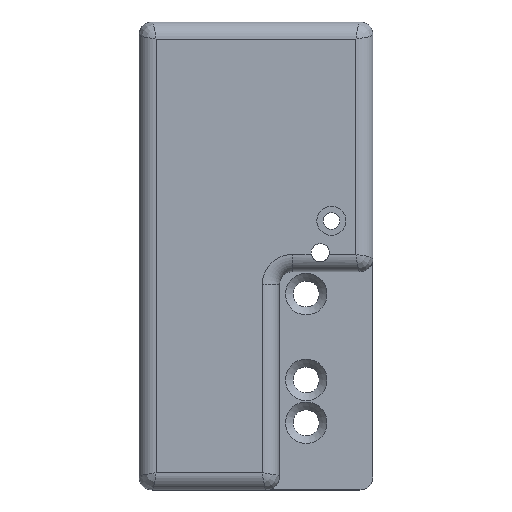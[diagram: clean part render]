
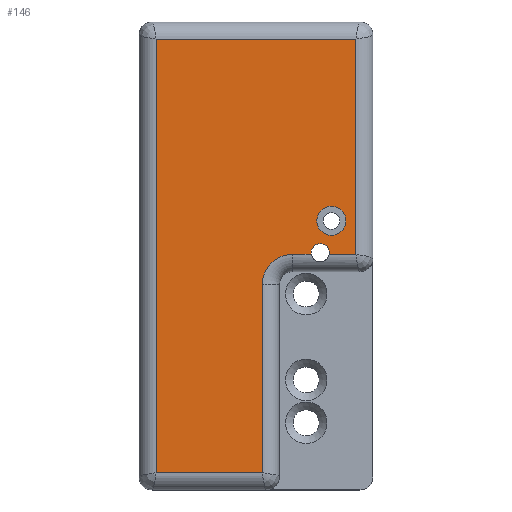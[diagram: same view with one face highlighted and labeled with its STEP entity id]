
A CAD part, top view. The second image highlights one B-rep face of the part: STEP entity #146.
In plain terms, the highlighted planar face has unit normal (0, 0, 1).
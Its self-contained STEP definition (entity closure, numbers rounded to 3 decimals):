
#22 = VERTEX_POINT('',#23);
#23 = CARTESIAN_POINT('',(36.6,45.61,-3.));
#31 = EDGE_CURVE('',#32,#22,#34,.T.);
#32 = VERTEX_POINT('',#33);
#33 = CARTESIAN_POINT('',(36.572,45.3,-3.));
#34 = CIRCLE('',#35,1.75);
#35 = AXIS2_PLACEMENT_3D('',#36,#37,#38);
#36 = CARTESIAN_POINT('',(34.85,45.61,-3.));
#37 = DIRECTION('',(0.,0.,1.));
#38 = DIRECTION('',(1.,0.,0.));
#41 = VERTEX_POINT('',#42);
#42 = CARTESIAN_POINT('',(33.128,45.3,-3.));
#102 = EDGE_CURVE('',#22,#41,#103,.T.);
#103 = CIRCLE('',#104,1.75);
#104 = AXIS2_PLACEMENT_3D('',#105,#106,#107);
#105 = CARTESIAN_POINT('',(34.85,45.61,-3.));
#106 = DIRECTION('',(0.,0.,1.));
#107 = DIRECTION('',(1.,0.,0.));
#146 = ADVANCED_FACE('',(#147,#214),#225,.T.);
#147 = FACE_BOUND('',#148,.T.);
#148 = EDGE_LOOP('',(#149,#159,#167,#175,#184,#190,#191,#192,#200,#208)
  );
#149 = ORIENTED_EDGE('',*,*,#150,.F.);
#150 = EDGE_CURVE('',#151,#153,#155,.T.);
#151 = VERTEX_POINT('',#152);
#152 = CARTESIAN_POINT('',(3.3,3.3,-3.));
#153 = VERTEX_POINT('',#154);
#154 = CARTESIAN_POINT('',(3.3,86.7,-3.));
#155 = LINE('',#156,#157);
#156 = CARTESIAN_POINT('',(3.3,2.5,-3.));
#157 = VECTOR('',#158,1.);
#158 = DIRECTION('',(0.,1.,0.));
#159 = ORIENTED_EDGE('',*,*,#160,.F.);
#160 = EDGE_CURVE('',#161,#151,#163,.T.);
#161 = VERTEX_POINT('',#162);
#162 = CARTESIAN_POINT('',(23.7,3.3,-3.));
#163 = LINE('',#164,#165);
#164 = CARTESIAN_POINT('',(24.5,3.3,-3.));
#165 = VECTOR('',#166,1.);
#166 = DIRECTION('',(-1.,0.,0.));
#167 = ORIENTED_EDGE('',*,*,#168,.F.);
#168 = EDGE_CURVE('',#169,#161,#171,.T.);
#169 = VERTEX_POINT('',#170);
#170 = CARTESIAN_POINT('',(23.7,39.5,-3.));
#171 = LINE('',#172,#173);
#172 = CARTESIAN_POINT('',(23.7,39.5,-3.));
#173 = VECTOR('',#174,1.);
#174 = DIRECTION('',(0.,-1.,0.));
#175 = ORIENTED_EDGE('',*,*,#176,.F.);
#176 = EDGE_CURVE('',#177,#169,#179,.T.);
#177 = VERTEX_POINT('',#178);
#178 = CARTESIAN_POINT('',(29.5,45.3,-3.));
#179 = CIRCLE('',#180,5.8);
#180 = AXIS2_PLACEMENT_3D('',#181,#182,#183);
#181 = CARTESIAN_POINT('',(29.5,39.5,-3.));
#182 = DIRECTION('',(0.,-0.,1.));
#183 = DIRECTION('',(0.,1.,0.));
#184 = ORIENTED_EDGE('',*,*,#185,.F.);
#185 = EDGE_CURVE('',#41,#177,#186,.T.);
#186 = LINE('',#187,#188);
#187 = CARTESIAN_POINT('',(42.5,45.3,-3.));
#188 = VECTOR('',#189,1.);
#189 = DIRECTION('',(-1.,-0.,-0.));
#190 = ORIENTED_EDGE('',*,*,#102,.F.);
#191 = ORIENTED_EDGE('',*,*,#31,.F.);
#192 = ORIENTED_EDGE('',*,*,#193,.F.);
#193 = EDGE_CURVE('',#194,#32,#196,.T.);
#194 = VERTEX_POINT('',#195);
#195 = CARTESIAN_POINT('',(41.7,45.3,-3.));
#196 = LINE('',#197,#198);
#197 = CARTESIAN_POINT('',(42.5,45.3,-3.));
#198 = VECTOR('',#199,1.);
#199 = DIRECTION('',(-1.,-0.,-0.));
#200 = ORIENTED_EDGE('',*,*,#201,.F.);
#201 = EDGE_CURVE('',#202,#194,#204,.T.);
#202 = VERTEX_POINT('',#203);
#203 = CARTESIAN_POINT('',(41.7,86.7,-3.));
#204 = LINE('',#205,#206);
#205 = CARTESIAN_POINT('',(41.7,87.5,-3.));
#206 = VECTOR('',#207,1.);
#207 = DIRECTION('',(0.,-1.,0.));
#208 = ORIENTED_EDGE('',*,*,#209,.F.);
#209 = EDGE_CURVE('',#153,#202,#210,.T.);
#210 = LINE('',#211,#212);
#211 = CARTESIAN_POINT('',(2.5,86.7,-3.));
#212 = VECTOR('',#213,1.);
#213 = DIRECTION('',(1.,0.,0.));
#214 = FACE_BOUND('',#215,.T.);
#215 = EDGE_LOOP('',(#216));
#216 = ORIENTED_EDGE('',*,*,#217,.T.);
#217 = EDGE_CURVE('',#218,#218,#220,.T.);
#218 = VERTEX_POINT('',#219);
#219 = CARTESIAN_POINT('',(39.8,51.75,-3.));
#220 = CIRCLE('',#221,2.8);
#221 = AXIS2_PLACEMENT_3D('',#222,#223,#224);
#222 = CARTESIAN_POINT('',(37.,51.75,-3.));
#223 = DIRECTION('',(0.,0.,-1.));
#224 = DIRECTION('',(1.,0.,0.));
#225 = PLANE('',#226);
#226 = AXIS2_PLACEMENT_3D('',#227,#228,#229);
#227 = CARTESIAN_POINT('',(22.5,45.,-3.));
#228 = DIRECTION('',(0.,0.,1.));
#229 = DIRECTION('',(1.,0.,0.));
